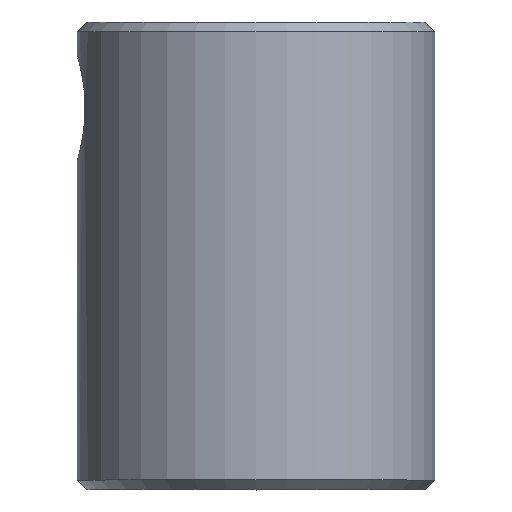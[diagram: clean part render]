
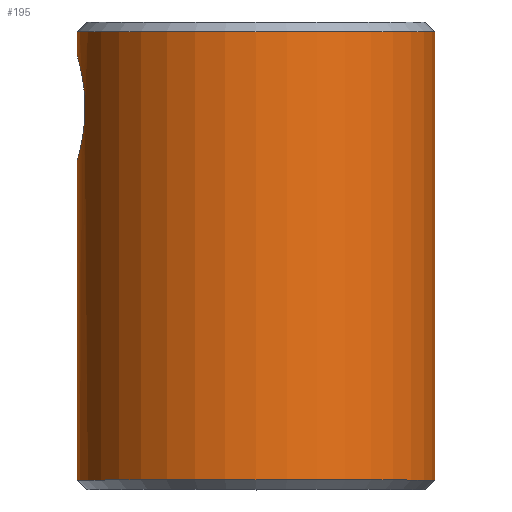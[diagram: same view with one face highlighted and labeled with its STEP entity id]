
A CAD part, top view. The second image highlights one B-rep face of the part: STEP entity #195.
In plain terms, the highlighted cylindrical face has radius 9.525 mm (diameter 19.05 mm), a full revolution.
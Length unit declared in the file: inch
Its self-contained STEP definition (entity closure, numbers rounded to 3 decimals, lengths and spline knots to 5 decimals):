
#7 = CARTESIAN_POINT ( 'NONE',  ( -0.37479, 0.90929, 0.01441 ) ) ;
#9 = CARTESIAN_POINT ( 'NONE',  ( -0.36268, 0.74481, 0.09542 ) ) ;
#13 = CARTESIAN_POINT ( 'NONE',  ( -0.3585, 0.79274, 0.11 ) ) ;
#32 = CIRCLE ( 'NONE', #333, 0.375 ) ;
#34 = CARTESIAN_POINT ( 'NONE',  ( 0., 0.97992, 0. ) ) ;
#35 = CARTESIAN_POINT ( 'NONE',  ( 0., 0.95992, 0. ) ) ;
#36 = FACE_OUTER_BOUND ( 'NONE', #171, .T. ) ;
#38 = CARTESIAN_POINT ( 'NONE',  ( -0.37398, 0.69354, 0.0286 ) ) ;
#40 = CARTESIAN_POINT ( 'NONE',  ( -0.37479, 0.69071, 0.01443 ) ) ;
#43 = CYLINDRICAL_SURFACE ( 'NONE', #189, 0.375 ) ;
#45 = CARTESIAN_POINT ( 'NONE',  ( -0.3585, 0.80005, 0.11 ) ) ;
#54 = CARTESIAN_POINT ( 'NONE',  ( -0.37337, 0.90432, 0.0356 ) ) ;
#56 = CARTESIAN_POINT ( 'NONE',  ( -0.375, 0.91, -0.0072 ) ) ;
#57 = ORIENTED_EDGE ( 'NONE', *, *, #61, .T. ) ;
#58 = CARTESIAN_POINT ( 'NONE',  ( -0.36469, 0.86714, -0.08742 ) ) ;
#61 = EDGE_CURVE ( 'NONE', #276, #276, #98, .T. ) ;
#64 = CARTESIAN_POINT ( 'NONE',  ( -0.36469, 0.73287, 0.08744 ) ) ;
#66 = CARTESIAN_POINT ( 'NONE',  ( -0.36021, 0.76437, 0.10432 ) ) ;
#82 = CARTESIAN_POINT ( 'NONE',  ( -0.35958, 0.8287, -0.10644 ) ) ;
#84 = CARTESIAN_POINT ( 'NONE',  ( -0.36175, 0.84882, -0.09883 ) ) ;
#88 = CARTESIAN_POINT ( 'NONE',  ( -0.36577, 0.72727, 0.08283 ) ) ;
#89 = CARTESIAN_POINT ( 'NONE',  ( -0.36576, 0.87265, -0.0829 ) ) ;
#92 = CARTESIAN_POINT ( 'NONE',  ( -0.37185, 0.70122, -0.04895 ) ) ;
#94 = DIRECTION ( 'NONE',  ( 0., 0., -1. ) ) ;
#98 = CIRCLE ( 'NONE', #299, 0.375 ) ;
#100 = CARTESIAN_POINT ( 'NONE',  ( -0.3585, 0.80736, 0.11 ) ) ;
#104 = CARTESIAN_POINT ( 'NONE',  ( 0., 0.95992, -0.375 ) ) ;
#107 = VERTEX_POINT ( 'NONE', #45 ) ;
#113 = CARTESIAN_POINT ( 'NONE',  ( -0.375, 0.69, -0.00724 ) ) ;
#116 = CARTESIAN_POINT ( 'NONE',  ( -0.35873, 0.81454, 0.10927 ) ) ;
#118 = DIRECTION ( 'NONE',  ( 0., -1., 0. ) ) ;
#119 = DIRECTION ( 'NONE',  ( 0., -1., 0. ) ) ;
#120 = CARTESIAN_POINT ( 'NONE',  ( -0.3585, 0.80005, 0.11 ) ) ;
#126 = EDGE_CURVE ( 'NONE', #326, #326, #32, .T. ) ;
#128 = CARTESIAN_POINT ( 'NONE',  ( 0., 0.02, 0. ) ) ;
#138 = CARTESIAN_POINT ( 'NONE',  ( -0.36899, 0.8879, 0.06765 ) ) ;
#145 = CARTESIAN_POINT ( 'NONE',  ( -0.36269, 0.74473, -0.09537 ) ) ;
#146 = CARTESIAN_POINT ( 'NONE',  ( -0.36177, 0.84895, 0.09877 ) ) ;
#149 = CARTESIAN_POINT ( 'NONE',  ( -0.375, 0.69, 0.00726 ) ) ;
#167 = CARTESIAN_POINT ( 'NONE',  ( -0.37112, 0.89608, 0.05544 ) ) ;
#168 = CARTESIAN_POINT ( 'NONE',  ( -0.37337, 0.90435, -0.03555 ) ) ;
#171 = EDGE_LOOP ( 'NONE', ( #57 ) ) ;
#172 = FACE_OUTER_BOUND ( 'NONE', #178, .T. ) ;
#176 = CARTESIAN_POINT ( 'NONE',  ( -0.3647, 0.86717, 0.0874 ) ) ;
#178 = EDGE_LOOP ( 'NONE', ( #330 ) ) ;
#179 = CARTESIAN_POINT ( 'NONE',  ( -0.37111, 0.70395, 0.0555 ) ) ;
#181 = CARTESIAN_POINT ( 'NONE',  ( -0.36577, 0.72731, -0.08287 ) ) ;
#182 = CARTESIAN_POINT ( 'NONE',  ( -0.36578, 0.87278, 0.08279 ) ) ;
#185 = FACE_BOUND ( 'NONE', #347, .T. ) ;
#189 = AXIS2_PLACEMENT_3D ( 'NONE', #34, #118, #94 ) ;
#193 = DIRECTION ( 'NONE',  ( 0., 1., 0. ) ) ;
#195 = ADVANCED_FACE ( 'NONE', ( #36, #172, #185 ), #43, .T. ) ;
#198 = CARTESIAN_POINT ( 'NONE',  ( -0.37478, 0.69073, -0.01454 ) ) ;
#199 = CARTESIAN_POINT ( 'NONE',  ( -0.3711, 0.89601, -0.0556 ) ) ;
#201 = CARTESIAN_POINT ( 'NONE',  ( -0.35957, 0.77139, 0.10646 ) ) ;
#205 = CARTESIAN_POINT ( 'NONE',  ( -0.36899, 0.71256, -0.06712 ) ) ;
#219 = CARTESIAN_POINT ( 'NONE',  ( -0.3585, 0.8072, -0.11 ) ) ;
#223 = CARTESIAN_POINT ( 'NONE',  ( -0.35872, 0.78558, -0.10929 ) ) ;
#225 = CARTESIAN_POINT ( 'NONE',  ( -0.37397, 0.90646, 0.02863 ) ) ;
#228 = CARTESIAN_POINT ( 'NONE',  ( -0.35958, 0.7713, -0.10644 ) ) ;
#235 = CARTESIAN_POINT ( 'NONE',  ( -0.37096, 0.70462, -0.05526 ) ) ;
#250 = CARTESIAN_POINT ( 'NONE',  ( -0.37479, 0.90927, -0.01453 ) ) ;
#255 = CARTESIAN_POINT ( 'NONE',  ( -0.36021, 0.83565, 0.10431 ) ) ;
#257 = CARTESIAN_POINT ( 'NONE',  ( -0.36176, 0.75116, -0.09882 ) ) ;
#261 = CARTESIAN_POINT ( 'NONE',  ( -0.37397, 0.69355, -0.02864 ) ) ;
#262 = CARTESIAN_POINT ( 'NONE',  ( -0.35958, 0.82865, 0.10645 ) ) ;
#270 = CARTESIAN_POINT ( 'NONE',  ( 0., 0.02, -0.375 ) ) ;
#276 = VERTEX_POINT ( 'NONE', #104 ) ;
#277 = CARTESIAN_POINT ( 'NONE',  ( -0.375, 0.91, 0.00724 ) ) ;
#278 = EDGE_CURVE ( 'NONE', #107, #107, #328, .T. ) ;
#281 = CARTESIAN_POINT ( 'NONE',  ( -0.3647, 0.73282, -0.0874 ) ) ;
#283 = ORIENTED_EDGE ( 'NONE', *, *, #278, .T. ) ;
#284 = CARTESIAN_POINT ( 'NONE',  ( -0.37336, 0.69568, 0.03562 ) ) ;
#287 = CARTESIAN_POINT ( 'NONE',  ( -0.36176, 0.75111, 0.0988 ) ) ;
#295 = DIRECTION ( 'NONE',  ( 0., 0., -1. ) ) ;
#299 = AXIS2_PLACEMENT_3D ( 'NONE', #35, #119, #319 ) ;
#302 = CARTESIAN_POINT ( 'NONE',  ( -0.3602, 0.83556, -0.10434 ) ) ;
#304 = CARTESIAN_POINT ( 'NONE',  ( -0.36269, 0.85526, -0.09538 ) ) ;
#307 = CARTESIAN_POINT ( 'NONE',  ( -0.36899, 0.8879, -0.06767 ) ) ;
#310 = CARTESIAN_POINT ( 'NONE',  ( -0.37337, 0.69564, -0.03552 ) ) ;
#315 = CARTESIAN_POINT ( 'NONE',  ( -0.35873, 0.78554, 0.10928 ) ) ;
#316 = CARTESIAN_POINT ( 'NONE',  ( -0.36269, 0.85525, 0.09539 ) ) ;
#318 = CARTESIAN_POINT ( 'NONE',  ( -0.36792, 0.71716, -0.07272 ) ) ;
#319 = DIRECTION ( 'NONE',  ( 0., 0., -1. ) ) ;
#320 = CARTESIAN_POINT ( 'NONE',  ( -0.36021, 0.76442, -0.10433 ) ) ;
#326 = VERTEX_POINT ( 'NONE', #270 ) ;
#328 = B_SPLINE_CURVE_WITH_KNOTS ( 'NONE', 3,
 ( #340, #13, #315, #201, #66, #287, #9, #64, #88, #348, #179, #284, #38, #40, #149, #113, #198, #261, #310, #92, #235, #205, #318, #181, #281, #145, #257, #320, #228, #223, #331, #219, #334, #82, #302, #84, #304, #58, #89, #307, #199, #168, #338, #250, #56, #277, #7, #225, #54, #167, #138, #182, #176, #316, #146, #255, #262, #116, #100, #120 ),
 .UNSPECIFIED., .T., .F.,
 ( 4, 2, 2, 2, 2, 2, 2, 2, 2, 2, 2, 2, 2, 2, 2, 2, 2, 2, 2, 2, 2, 2, 2, 2, 2, 2, 2, 2, 2, 4 ),
 ( 0., 0.00055, 0.0011, 0.00165, 0.0022, 0.0033, 0.00385, 0.0044, 0.00495, 0.0055, 0.00605, 0.0066, 0.00715, 0.0077, 0.00825, 0.0088, 0.00935, 0.0099, 0.01045, 0.011, 0.01211, 0.01266, 0.01321, 0.01376, 0.01431, 0.01541, 0.01596, 0.01651, 0.01706, 0.01761 ),
 .UNSPECIFIED. ) ;
#330 = ORIENTED_EDGE ( 'NONE', *, *, #126, .T. ) ;
#331 = CARTESIAN_POINT ( 'NONE',  ( -0.3585, 0.7928, -0.11 ) ) ;
#333 = AXIS2_PLACEMENT_3D ( 'NONE', #128, #193, #295 ) ;
#334 = CARTESIAN_POINT ( 'NONE',  ( -0.35873, 0.8145, -0.10928 ) ) ;
#338 = CARTESIAN_POINT ( 'NONE',  ( -0.37397, 0.90644, -0.02867 ) ) ;
#340 = CARTESIAN_POINT ( 'NONE',  ( -0.3585, 0.80005, 0.11 ) ) ;
#347 = EDGE_LOOP ( 'NONE', ( #283 ) ) ;
#348 = CARTESIAN_POINT ( 'NONE',  ( -0.36898, 0.71214, 0.0677 ) ) ;
